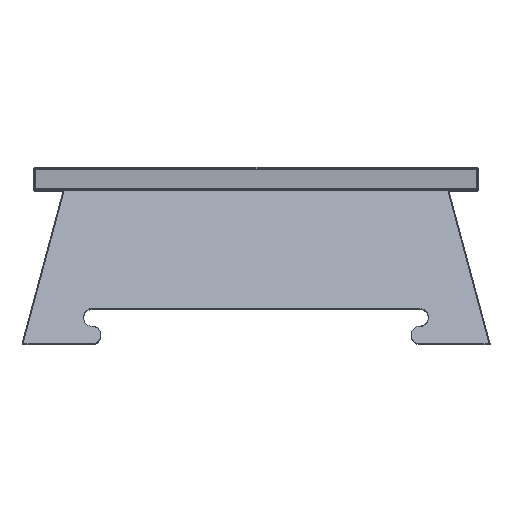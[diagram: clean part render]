
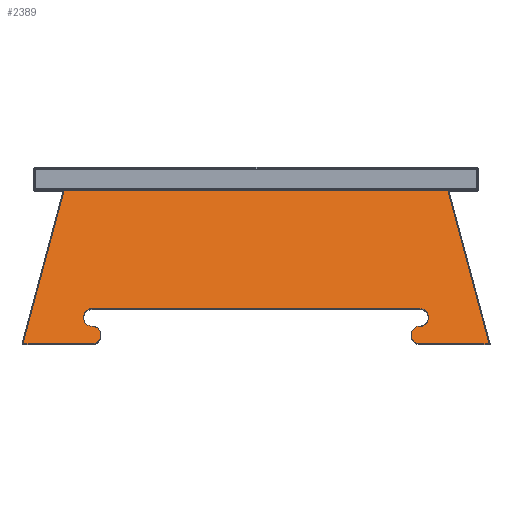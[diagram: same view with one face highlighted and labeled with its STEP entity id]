
A CAD part, top view. The second image highlights one B-rep face of the part: STEP entity #2389.
In plain terms, the highlighted free-form (B-spline) face has degree [1, 1] with [2, 2] control points.
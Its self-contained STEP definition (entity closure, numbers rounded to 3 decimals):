
#409 = VERTEX_POINT('',#410);
#410 = CARTESIAN_POINT('',(79.404,254.472,
    380.102));
#438 = VERTEX_POINT('',#439);
#439 = CARTESIAN_POINT('',(79.404,254.252,
    380.161));
#444 = EDGE_CURVE('',#409,#438,#445,.T.);
#445 = B_SPLINE_CURVE_WITH_KNOTS('',1,(#446,#447),.UNSPECIFIED.,.F.,.F.,
  (2,2),(-154.064,-153.813),.PIECEWISE_BEZIER_KNOTS.);
#446 = CARTESIAN_POINT('',(79.404,254.472,
    380.102));
#447 = CARTESIAN_POINT('',(79.404,254.252,
    380.161));
#466 = VERTEX_POINT('',#467);
#467 = CARTESIAN_POINT('',(78.525,254.252,
    380.161));
#472 = EDGE_CURVE('',#438,#466,#473,.T.);
#473 = B_SPLINE_CURVE_WITH_KNOTS('',1,(#474,#475),.UNSPECIFIED.,.F.,.F.,
  (2,2),(-41.62,-40.653),.PIECEWISE_BEZIER_KNOTS.);
#474 = CARTESIAN_POINT('',(79.404,254.252,
    380.161));
#475 = CARTESIAN_POINT('',(78.525,254.252,
    380.161));
#494 = VERTEX_POINT('',#495);
#495 = CARTESIAN_POINT('',(42.336,119.193,
    416.35));
#500 = EDGE_CURVE('',#466,#494,#501,.T.);
#501 = B_SPLINE_CURVE_WITH_KNOTS('',1,(#502,#503),.UNSPECIFIED.,.F.,.F.,
  (2,2),(-159.093,-0.211),.PIECEWISE_BEZIER_KNOTS.);
#502 = CARTESIAN_POINT('',(78.525,254.252,
    380.161));
#503 = CARTESIAN_POINT('',(42.336,119.193,
    416.35));
#522 = VERTEX_POINT('',#523);
#523 = CARTESIAN_POINT('',(96.112,119.193,
    416.35));
#528 = EDGE_CURVE('',#494,#522,#529,.T.);
#529 = B_SPLINE_CURVE_WITH_KNOTS('',1,(#530,#531),.UNSPECIFIED.,.F.,.F.,
  (2,2),(0.843,60.),.PIECEWISE_BEZIER_KNOTS.);
#530 = CARTESIAN_POINT('',(42.336,119.193,
    416.35));
#531 = CARTESIAN_POINT('',(96.112,119.193,
    416.35));
#552 = VERTEX_POINT('',#553);
#553 = CARTESIAN_POINT('',(96.112,132.829,
    412.696));
#558 = EDGE_CURVE('',#522,#552,#559,.T.);
#559 = ( BOUNDED_CURVE() B_SPLINE_CURVE(3,(#560,#561,#562,#563),
.UNSPECIFIED.,.F.,.F.) B_SPLINE_CURVE_WITH_KNOTS((4,4),(0.,3.142
),.PIECEWISE_BEZIER_KNOTS.) CURVE() GEOMETRIC_REPRESENTATION_ITEM() 
RATIONAL_B_SPLINE_CURVE((1.,0.333,0.333,1.)) 
REPRESENTATION_ITEM('') );
#560 = CARTESIAN_POINT('',(96.112,119.193,
    416.35));
#561 = CARTESIAN_POINT('',(109.748,119.193,
    416.35));
#562 = CARTESIAN_POINT('',(109.748,132.829,
    412.696));
#563 = CARTESIAN_POINT('',(96.112,132.829,
    412.696));
#588 = VERTEX_POINT('',#589);
#589 = CARTESIAN_POINT('',(96.112,146.464,
    409.043));
#594 = EDGE_CURVE('',#552,#588,#595,.T.);
#595 = ( BOUNDED_CURVE() B_SPLINE_CURVE(3,(#596,#597,#598,#599),
.UNSPECIFIED.,.F.,.F.) B_SPLINE_CURVE_WITH_KNOTS((4,4),(0.,3.142
),.PIECEWISE_BEZIER_KNOTS.) CURVE() GEOMETRIC_REPRESENTATION_ITEM() 
RATIONAL_B_SPLINE_CURVE((1.,0.333,0.333,1.)) 
REPRESENTATION_ITEM('') );
#596 = CARTESIAN_POINT('',(96.112,132.829,
    412.696));
#597 = CARTESIAN_POINT('',(82.477,132.829,
    412.696));
#598 = CARTESIAN_POINT('',(82.477,146.464,
    409.043));
#599 = CARTESIAN_POINT('',(96.112,146.464,
    409.043));
#622 = VERTEX_POINT('',#623);
#623 = CARTESIAN_POINT('',(350.645,146.464,
    409.043));
#628 = EDGE_CURVE('',#588,#622,#629,.T.);
#629 = B_SPLINE_CURVE_WITH_KNOTS('',1,(#630,#631),.UNSPECIFIED.,.F.,.F.,
  (2,2),(60.,340.),.PIECEWISE_BEZIER_KNOTS.);
#630 = CARTESIAN_POINT('',(96.112,146.464,
    409.043));
#631 = CARTESIAN_POINT('',(350.645,146.464,
    409.043));
#652 = VERTEX_POINT('',#653);
#653 = CARTESIAN_POINT('',(350.645,132.829,
    412.696));
#658 = EDGE_CURVE('',#622,#652,#659,.T.);
#659 = ( BOUNDED_CURVE() B_SPLINE_CURVE(3,(#660,#661,#662,#663),
.UNSPECIFIED.,.F.,.F.) B_SPLINE_CURVE_WITH_KNOTS((4,4),(3.142,
6.283),.PIECEWISE_BEZIER_KNOTS.) CURVE() 
GEOMETRIC_REPRESENTATION_ITEM() RATIONAL_B_SPLINE_CURVE((1.,
0.333,0.333,1.)) REPRESENTATION_ITEM('') );
#660 = CARTESIAN_POINT('',(350.645,146.464,
    409.043));
#661 = CARTESIAN_POINT('',(364.281,146.464,
    409.043));
#662 = CARTESIAN_POINT('',(364.281,132.829,
    412.696));
#663 = CARTESIAN_POINT('',(350.645,132.829,
    412.696));
#688 = VERTEX_POINT('',#689);
#689 = CARTESIAN_POINT('',(350.645,119.193,
    416.35));
#694 = EDGE_CURVE('',#652,#688,#695,.T.);
#695 = ( BOUNDED_CURVE() B_SPLINE_CURVE(3,(#696,#697,#698,#699),
.UNSPECIFIED.,.F.,.F.) B_SPLINE_CURVE_WITH_KNOTS((4,4),(3.142,
6.283),.PIECEWISE_BEZIER_KNOTS.) CURVE() 
GEOMETRIC_REPRESENTATION_ITEM() RATIONAL_B_SPLINE_CURVE((1.,
0.333,0.333,1.)) REPRESENTATION_ITEM('') );
#696 = CARTESIAN_POINT('',(350.645,132.829,
    412.696));
#697 = CARTESIAN_POINT('',(337.009,132.829,
    412.696));
#698 = CARTESIAN_POINT('',(337.009,119.193,
    416.35));
#699 = CARTESIAN_POINT('',(350.645,119.193,
    416.35));
#722 = VERTEX_POINT('',#723);
#723 = CARTESIAN_POINT('',(404.421,119.193,
    416.35));
#728 = EDGE_CURVE('',#688,#722,#729,.T.);
#729 = B_SPLINE_CURVE_WITH_KNOTS('',1,(#730,#731),.UNSPECIFIED.,.F.,.F.,
  (2,2),(340.,399.157),.PIECEWISE_BEZIER_KNOTS.);
#730 = CARTESIAN_POINT('',(350.645,119.193,
    416.35));
#731 = CARTESIAN_POINT('',(404.421,119.193,
    416.35));
#750 = VERTEX_POINT('',#751);
#751 = CARTESIAN_POINT('',(368.232,254.252,
    380.161));
#756 = EDGE_CURVE('',#722,#750,#757,.T.);
#757 = B_SPLINE_CURVE_WITH_KNOTS('',1,(#758,#759),.UNSPECIFIED.,.F.,.F.,
  (2,2),(-100.014,58.868),.PIECEWISE_BEZIER_KNOTS.);
#758 = CARTESIAN_POINT('',(404.421,119.193,
    416.35));
#759 = CARTESIAN_POINT('',(368.232,254.252,
    380.161));
#778 = VERTEX_POINT('',#779);
#779 = CARTESIAN_POINT('',(367.353,254.252,
    380.161));
#784 = EDGE_CURVE('',#750,#778,#785,.T.);
#785 = B_SPLINE_CURVE_WITH_KNOTS('',1,(#786,#787),.UNSPECIFIED.,.F.,.F.,
  (2,2),(-359.347,-358.38),.PIECEWISE_BEZIER_KNOTS.);
#786 = CARTESIAN_POINT('',(368.232,254.252,
    380.161));
#787 = CARTESIAN_POINT('',(367.353,254.252,
    380.161));
#806 = VERTEX_POINT('',#807);
#807 = CARTESIAN_POINT('',(367.353,254.472,
    380.102));
#812 = EDGE_CURVE('',#778,#806,#813,.T.);
#813 = B_SPLINE_CURVE_WITH_KNOTS('',1,(#814,#815),.UNSPECIFIED.,.F.,.F.,
  (2,2),(153.813,154.064),.PIECEWISE_BEZIER_KNOTS.);
#814 = CARTESIAN_POINT('',(367.353,254.252,
    380.161));
#815 = CARTESIAN_POINT('',(367.353,254.472,
    380.102));
#2389 = ADVANCED_FACE('',(#2390),#2410,.T.);
#2390 = FACE_BOUND('',#2391,.T.);
#2391 = EDGE_LOOP('',(#2392,#2393,#2398,#2399,#2400,#2401,#2402,#2403,
    #2404,#2405,#2406,#2407,#2408,#2409));
#2392 = ORIENTED_EDGE('',*,*,#812,.T.);
#2393 = ORIENTED_EDGE('',*,*,#2394,.T.);
#2394 = EDGE_CURVE('',#806,#409,#2395,.T.);
#2395 = B_SPLINE_CURVE_WITH_KNOTS('',1,(#2396,#2397),.UNSPECIFIED.,.F.,
  .F.,(2,2),(-316.76,0.),
  .PIECEWISE_BEZIER_KNOTS.);
#2396 = CARTESIAN_POINT('',(367.353,254.472,
    380.102));
#2397 = CARTESIAN_POINT('',(79.404,254.472,
    380.102));
#2398 = ORIENTED_EDGE('',*,*,#444,.T.);
#2399 = ORIENTED_EDGE('',*,*,#472,.T.);
#2400 = ORIENTED_EDGE('',*,*,#500,.T.);
#2401 = ORIENTED_EDGE('',*,*,#528,.T.);
#2402 = ORIENTED_EDGE('',*,*,#558,.T.);
#2403 = ORIENTED_EDGE('',*,*,#594,.T.);
#2404 = ORIENTED_EDGE('',*,*,#628,.T.);
#2405 = ORIENTED_EDGE('',*,*,#658,.T.);
#2406 = ORIENTED_EDGE('',*,*,#694,.T.);
#2407 = ORIENTED_EDGE('',*,*,#728,.T.);
#2408 = ORIENTED_EDGE('',*,*,#756,.T.);
#2409 = ORIENTED_EDGE('',*,*,#784,.T.);
#2410 = B_SPLINE_SURFACE_WITH_KNOTS('',1,1,(
    (#2411,#2412)
    ,(#2413,#2414
    )),.UNSPECIFIED.,.F.,.F.,.F.,(2,2),(2,2),(-154.064,
    0.),(0.843,399.157),
  .PIECEWISE_BEZIER_KNOTS.);
#2411 = CARTESIAN_POINT('',(42.336,254.472,
    380.102));
#2412 = CARTESIAN_POINT('',(404.421,254.472,
    380.102));
#2413 = CARTESIAN_POINT('',(42.336,119.193,
    416.35));
#2414 = CARTESIAN_POINT('',(404.421,119.193,
    416.35));
